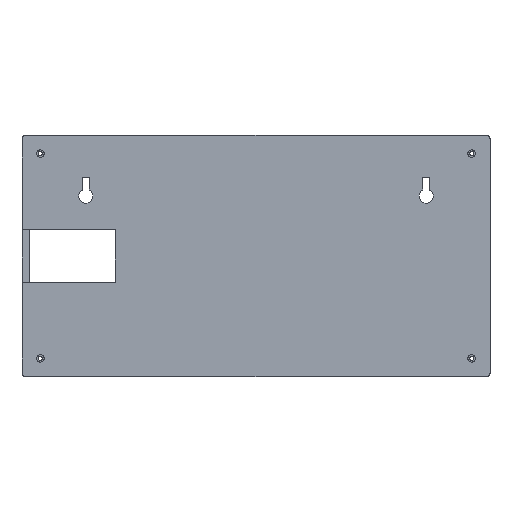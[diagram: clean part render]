
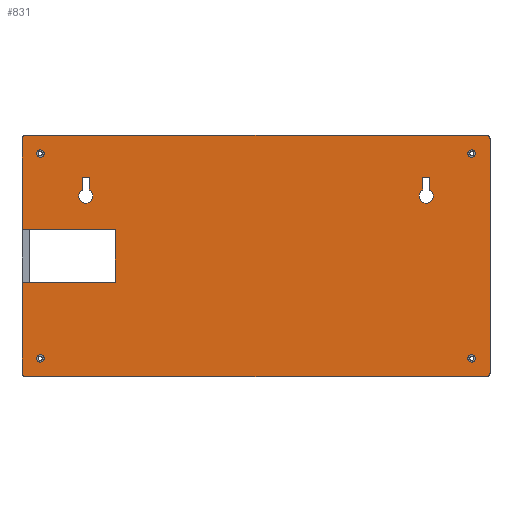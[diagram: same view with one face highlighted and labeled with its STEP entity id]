
A CAD part, top view. The second image highlights one B-rep face of the part: STEP entity #831.
In plain terms, the highlighted planar face has unit normal (0, 0, 1).
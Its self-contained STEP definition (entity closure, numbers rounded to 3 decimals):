
#35=FACE_BOUND('',#180,.T.);
#36=FACE_BOUND('',#181,.T.);
#37=FACE_BOUND('',#182,.T.);
#38=FACE_BOUND('',#183,.T.);
#39=FACE_BOUND('',#184,.T.);
#40=FACE_BOUND('',#185,.T.);
#45=CIRCLE('',#872,5.);
#47=CIRCLE('',#881,5.);
#65=CIRCLE('',#910,2.5);
#66=CIRCLE('',#912,2.5);
#67=CIRCLE('',#916,2.5);
#68=CIRCLE('',#917,2.5);
#69=CIRCLE('',#918,2.65);
#70=CIRCLE('',#919,2.65);
#71=CIRCLE('',#920,2.65);
#72=CIRCLE('',#921,2.65);
#125=FACE_OUTER_BOUND('',#179,.T.);
#179=EDGE_LOOP('',(#680,#681,#682,#683,#684,#685,#686,#687,#688,#689,#690,
#691));
#180=EDGE_LOOP('',(#692,#693,#694,#695));
#181=EDGE_LOOP('',(#696,#697,#698,#699));
#182=EDGE_LOOP('',(#700));
#183=EDGE_LOOP('',(#701));
#184=EDGE_LOOP('',(#702));
#185=EDGE_LOOP('',(#703));
#211=LINE('',#1211,#289);
#214=LINE('',#1217,#292);
#223=LINE('',#1234,#301);
#228=LINE('',#1249,#306);
#231=LINE('',#1255,#309);
#234=LINE('',#1260,#312);
#236=LINE('',#1265,#314);
#240=LINE('',#1273,#318);
#243=LINE('',#1279,#321);
#246=LINE('',#1288,#324);
#247=LINE('',#1290,#325);
#266=LINE('',#1362,#344);
#271=LINE('',#1376,#349);
#272=LINE('',#1379,#350);
#289=VECTOR('',#959,10.);
#292=VECTOR('',#964,10.);
#301=VECTOR('',#975,10.);
#306=VECTOR('',#990,10.);
#309=VECTOR('',#995,10.);
#312=VECTOR('',#1000,10.);
#314=VECTOR('',#1004,10.);
#318=VECTOR('',#1010,10.);
#321=VECTOR('',#1015,10.);
#324=VECTOR('',#1026,10.);
#325=VECTOR('',#1027,10.);
#344=VECTOR('',#1106,10.);
#349=VECTOR('',#1117,10.);
#350=VECTOR('',#1120,10.);
#366=VERTEX_POINT('',#1207);
#368=VERTEX_POINT('',#1210);
#370=VERTEX_POINT('',#1216);
#377=VERTEX_POINT('',#1232);
#378=VERTEX_POINT('',#1239);
#379=VERTEX_POINT('',#1240);
#382=VERTEX_POINT('',#1248);
#384=VERTEX_POINT('',#1254);
#386=VERTEX_POINT('',#1263);
#387=VERTEX_POINT('',#1264);
#390=VERTEX_POINT('',#1272);
#392=VERTEX_POINT('',#1278);
#394=VERTEX_POINT('',#1287);
#395=VERTEX_POINT('',#1289);
#416=VERTEX_POINT('',#1352);
#417=VERTEX_POINT('',#1356);
#418=VERTEX_POINT('',#1360);
#423=VERTEX_POINT('',#1373);
#424=VERTEX_POINT('',#1375);
#425=VERTEX_POINT('',#1377);
#426=VERTEX_POINT('',#1380);
#427=VERTEX_POINT('',#1382);
#428=VERTEX_POINT('',#1384);
#429=VERTEX_POINT('',#1386);
#439=EDGE_CURVE('',#366,#368,#211,.T.);
#442=EDGE_CURVE('',#368,#370,#214,.T.);
#451=EDGE_CURVE('',#377,#366,#223,.T.);
#454=EDGE_CURVE('',#378,#379,#45,.T.);
#458=EDGE_CURVE('',#382,#378,#228,.T.);
#461=EDGE_CURVE('',#384,#382,#231,.T.);
#464=EDGE_CURVE('',#379,#384,#234,.T.);
#466=EDGE_CURVE('',#386,#387,#236,.T.);
#470=EDGE_CURVE('',#390,#386,#240,.T.);
#473=EDGE_CURVE('',#392,#390,#243,.T.);
#476=EDGE_CURVE('',#387,#392,#47,.T.);
#478=EDGE_CURVE('',#394,#377,#246,.T.);
#479=EDGE_CURVE('',#370,#395,#247,.T.);
#511=EDGE_CURVE('',#395,#416,#65,.T.);
#514=EDGE_CURVE('',#417,#394,#66,.T.);
#516=EDGE_CURVE('',#418,#417,#266,.T.);
#521=EDGE_CURVE('',#423,#418,#67,.T.);
#522=EDGE_CURVE('',#424,#423,#271,.T.);
#523=EDGE_CURVE('',#425,#424,#68,.T.);
#524=EDGE_CURVE('',#416,#425,#272,.T.);
#525=EDGE_CURVE('',#426,#426,#69,.T.);
#526=EDGE_CURVE('',#427,#427,#70,.T.);
#527=EDGE_CURVE('',#428,#428,#71,.T.);
#528=EDGE_CURVE('',#429,#429,#72,.T.);
#680=ORIENTED_EDGE('',*,*,#478,.F.);
#681=ORIENTED_EDGE('',*,*,#514,.F.);
#682=ORIENTED_EDGE('',*,*,#516,.F.);
#683=ORIENTED_EDGE('',*,*,#521,.F.);
#684=ORIENTED_EDGE('',*,*,#522,.F.);
#685=ORIENTED_EDGE('',*,*,#523,.F.);
#686=ORIENTED_EDGE('',*,*,#524,.F.);
#687=ORIENTED_EDGE('',*,*,#511,.F.);
#688=ORIENTED_EDGE('',*,*,#479,.F.);
#689=ORIENTED_EDGE('',*,*,#442,.F.);
#690=ORIENTED_EDGE('',*,*,#439,.F.);
#691=ORIENTED_EDGE('',*,*,#451,.F.);
#692=ORIENTED_EDGE('',*,*,#454,.T.);
#693=ORIENTED_EDGE('',*,*,#464,.T.);
#694=ORIENTED_EDGE('',*,*,#461,.T.);
#695=ORIENTED_EDGE('',*,*,#458,.T.);
#696=ORIENTED_EDGE('',*,*,#466,.T.);
#697=ORIENTED_EDGE('',*,*,#476,.T.);
#698=ORIENTED_EDGE('',*,*,#473,.T.);
#699=ORIENTED_EDGE('',*,*,#470,.T.);
#700=ORIENTED_EDGE('',*,*,#525,.T.);
#701=ORIENTED_EDGE('',*,*,#526,.T.);
#702=ORIENTED_EDGE('',*,*,#527,.T.);
#703=ORIENTED_EDGE('',*,*,#528,.T.);
#794=PLANE('',#915);
#831=ADVANCED_FACE('',(#125,#35,#36,#37,#38,#39,#40),#794,.T.);
#872=AXIS2_PLACEMENT_3D('',#1241,#982,#983);
#881=AXIS2_PLACEMENT_3D('',#1284,#1020,#1021);
#910=AXIS2_PLACEMENT_3D('',#1353,#1095,#1096);
#912=AXIS2_PLACEMENT_3D('',#1358,#1101,#1102);
#915=AXIS2_PLACEMENT_3D('',#1372,#1113,#1114);
#916=AXIS2_PLACEMENT_3D('',#1374,#1115,#1116);
#917=AXIS2_PLACEMENT_3D('',#1378,#1118,#1119);
#918=AXIS2_PLACEMENT_3D('',#1381,#1121,#1122);
#919=AXIS2_PLACEMENT_3D('',#1383,#1123,#1124);
#920=AXIS2_PLACEMENT_3D('',#1385,#1125,#1126);
#921=AXIS2_PLACEMENT_3D('',#1387,#1127,#1128);
#959=DIRECTION('',(0.,1.,0.));
#964=DIRECTION('',(-1.,0.,0.));
#975=DIRECTION('',(1.,0.,0.));
#982=DIRECTION('center_axis',(0.,0.,-1.));
#983=DIRECTION('ref_axis',(-1.,0.,0.));
#990=DIRECTION('',(0.,-1.,0.));
#995=DIRECTION('',(1.,0.,0.));
#1000=DIRECTION('',(0.,1.,0.));
#1004=DIRECTION('',(0.,-1.,0.));
#1010=DIRECTION('',(1.,0.,0.));
#1015=DIRECTION('',(0.,1.,0.));
#1020=DIRECTION('center_axis',(0.,0.,-1.));
#1021=DIRECTION('ref_axis',(-1.,0.,0.));
#1026=DIRECTION('',(0.,1.,0.));
#1027=DIRECTION('',(0.,1.,0.));
#1095=DIRECTION('center_axis',(0.,0.,-1.));
#1096=DIRECTION('ref_axis',(-0.707,0.707,0.));
#1101=DIRECTION('center_axis',(0.,0.,-1.));
#1102=DIRECTION('ref_axis',(-0.707,-0.707,0.));
#1106=DIRECTION('',(-1.,0.,0.));
#1113=DIRECTION('center_axis',(0.,0.,1.));
#1114=DIRECTION('ref_axis',(1.,0.,0.));
#1115=DIRECTION('center_axis',(0.,0.,-1.));
#1116=DIRECTION('ref_axis',(0.707,-0.707,0.));
#1117=DIRECTION('',(0.,-1.,0.));
#1118=DIRECTION('center_axis',(0.,0.,-1.));
#1119=DIRECTION('ref_axis',(0.707,0.707,0.));
#1120=DIRECTION('',(1.,0.,0.));
#1121=DIRECTION('center_axis',(0.,0.,-1.));
#1122=DIRECTION('ref_axis',(1.,0.,0.));
#1123=DIRECTION('center_axis',(0.,0.,-1.));
#1124=DIRECTION('ref_axis',(1.,0.,0.));
#1125=DIRECTION('center_axis',(0.,0.,-1.));
#1126=DIRECTION('ref_axis',(1.,0.,0.));
#1127=DIRECTION('center_axis',(0.,0.,-1.));
#1128=DIRECTION('ref_axis',(1.,0.,0.));
#1207=CARTESIAN_POINT('',(-199.531,-72.741,0.));
#1210=CARTESIAN_POINT('',(-199.531,-35.741,0.));
#1211=CARTESIAN_POINT('',(-199.531,-54.241,0.));
#1216=CARTESIAN_POINT('',(-265.531,-35.741,0.));
#1217=CARTESIAN_POINT('',(-182.906,-35.741,0.));
#1232=CARTESIAN_POINT('',(-265.531,-72.741,0.));
#1234=CARTESIAN_POINT('',(-182.906,-72.741,0.));
#1239=CARTESIAN_POINT('',(-218.031,-7.661,0.));
#1240=CARTESIAN_POINT('',(-223.031,-7.661,0.));
#1241=CARTESIAN_POINT('Origin',(-220.531,-11.991,0.));
#1248=CARTESIAN_POINT('',(-218.031,1.009,0.));
#1249=CARTESIAN_POINT('',(-218.031,-26.616,0.));
#1254=CARTESIAN_POINT('',(-223.031,1.009,0.));
#1255=CARTESIAN_POINT('',(-161.656,1.009,0.));
#1260=CARTESIAN_POINT('',(-223.031,-30.951,0.));
#1263=CARTESIAN_POINT('',(22.469,1.009,0.));
#1264=CARTESIAN_POINT('',(22.469,-7.661,0.));
#1265=CARTESIAN_POINT('',(22.469,-26.616,0.));
#1272=CARTESIAN_POINT('',(17.469,1.009,0.));
#1273=CARTESIAN_POINT('',(-41.406,1.009,0.));
#1278=CARTESIAN_POINT('',(17.469,-7.661,0.));
#1279=CARTESIAN_POINT('',(17.469,-30.951,0.));
#1284=CARTESIAN_POINT('Origin',(19.969,-11.991,0.));
#1287=CARTESIAN_POINT('',(-265.531,-136.991,0.));
#1288=CARTESIAN_POINT('',(-265.531,-139.491,0.));
#1289=CARTESIAN_POINT('',(-265.531,28.509,0.));
#1290=CARTESIAN_POINT('',(-265.531,-139.491,0.));
#1352=CARTESIAN_POINT('',(-263.031,31.009,0.));
#1353=CARTESIAN_POINT('Origin',(-263.031,28.509,0.));
#1356=CARTESIAN_POINT('',(-263.031,-139.491,0.));
#1358=CARTESIAN_POINT('Origin',(-263.031,-136.991,0.));
#1360=CARTESIAN_POINT('',(62.469,-139.491,0.));
#1362=CARTESIAN_POINT('',(64.969,-139.491,0.));
#1372=CARTESIAN_POINT('Origin',(-100.281,-54.241,0.));
#1373=CARTESIAN_POINT('',(64.969,-136.991,0.));
#1374=CARTESIAN_POINT('Origin',(62.469,-136.991,0.));
#1375=CARTESIAN_POINT('',(64.969,28.509,0.));
#1376=CARTESIAN_POINT('',(64.969,31.009,0.));
#1377=CARTESIAN_POINT('',(62.469,31.009,0.));
#1378=CARTESIAN_POINT('Origin',(62.469,28.509,0.));
#1379=CARTESIAN_POINT('',(-265.531,31.009,0.));
#1380=CARTESIAN_POINT('',(49.374,18.064,0.));
#1381=CARTESIAN_POINT('Origin',(52.024,18.064,0.));
#1382=CARTESIAN_POINT('',(-255.236,-126.546,0.));
#1383=CARTESIAN_POINT('Origin',(-252.586,-126.546,0.));
#1384=CARTESIAN_POINT('',(-255.236,18.064,0.));
#1385=CARTESIAN_POINT('Origin',(-252.586,18.064,0.));
#1386=CARTESIAN_POINT('',(49.374,-126.546,0.));
#1387=CARTESIAN_POINT('Origin',(52.024,-126.546,0.));
